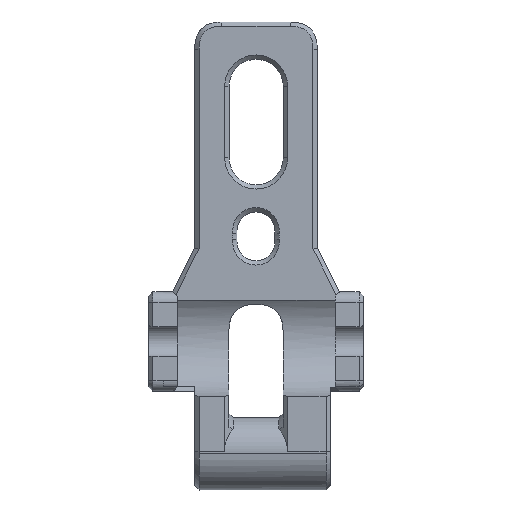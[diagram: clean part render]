
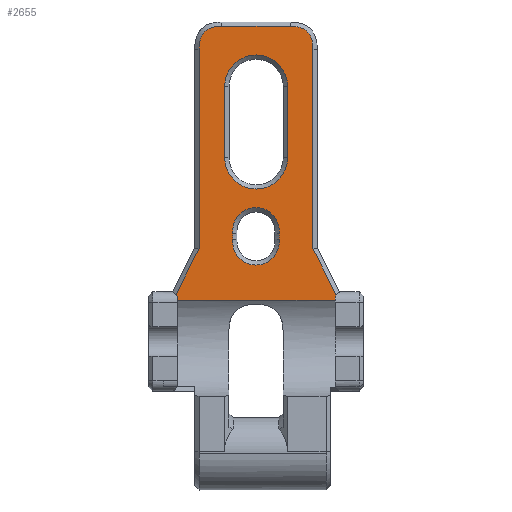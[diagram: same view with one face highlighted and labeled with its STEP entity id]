
A CAD part, left-side view. The second image highlights one B-rep face of the part: STEP entity #2655.
In plain terms, the highlighted planar face has unit normal (-1, 0, 0).
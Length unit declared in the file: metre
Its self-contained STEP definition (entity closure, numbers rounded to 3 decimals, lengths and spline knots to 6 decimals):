
#84=B_SPLINE_CURVE_WITH_KNOTS('',3,(#4159,#4160,#4161,#4162,#4163,#4164,
#4165),.UNSPECIFIED.,.F.,.F.,(4,1,1,1,4),(0.,0.000852,
0.001703,0.002555,0.003406),
 .UNSPECIFIED.);
#88=B_SPLINE_CURVE_WITH_KNOTS('',3,(#4267,#4268,#4269,#4270,#4271,#4272,
#4273),.UNSPECIFIED.,.F.,.F.,(4,1,1,1,4),(0.,0.000853,
0.001706,0.002559,0.003412),
 .UNSPECIFIED.);
#250=PLANE('',#2874);
#300=CIRCLE('',#2769,0.002897);
#302=CIRCLE('',#2772,0.002897);
#314=CIRCLE('',#2820,0.00215);
#316=CIRCLE('',#2823,0.00215);
#323=CIRCLE('',#2857,0.00215);
#324=CIRCLE('',#2860,0.00215);
#961=ORIENTED_EDGE('',*,*,#1478,.T.);
#962=ORIENTED_EDGE('',*,*,#1414,.T.);
#963=ORIENTED_EDGE('',*,*,#1474,.T.);
#964=ORIENTED_EDGE('',*,*,#1408,.T.);
#965=ORIENTED_EDGE('',*,*,#1305,.T.);
#966=ORIENTED_EDGE('',*,*,#1293,.T.);
#967=ORIENTED_EDGE('',*,*,#1288,.T.);
#968=ORIENTED_EDGE('',*,*,#1295,.T.);
#969=ORIENTED_EDGE('',*,*,#1298,.T.);
#970=ORIENTED_EDGE('',*,*,#1301,.T.);
#971=ORIENTED_EDGE('',*,*,#1306,.T.);
#972=ORIENTED_EDGE('',*,*,#1317,.T.);
#973=ORIENTED_EDGE('',*,*,#1494,.F.);
#974=ORIENTED_EDGE('',*,*,#1491,.F.);
#975=ORIENTED_EDGE('',*,*,#1495,.T.);
#976=ORIENTED_EDGE('',*,*,#1313,.T.);
#977=ORIENTED_EDGE('',*,*,#1268,.T.);
#978=ORIENTED_EDGE('',*,*,#1262,.T.);
#979=ORIENTED_EDGE('',*,*,#1265,.T.);
#980=ORIENTED_EDGE('',*,*,#1270,.T.);
#1262=EDGE_CURVE('',#1630,#1633,#1852,.T.);
#1265=EDGE_CURVE('',#1633,#1635,#300,.T.);
#1268=EDGE_CURVE('',#1636,#1630,#302,.T.);
#1270=EDGE_CURVE('',#1635,#1636,#1856,.T.);
#1288=EDGE_CURVE('',#1648,#1647,#84,.T.);
#1293=EDGE_CURVE('',#1651,#1648,#1872,.T.);
#1295=EDGE_CURVE('',#1647,#1653,#1874,.T.);
#1298=EDGE_CURVE('',#1653,#1655,#88,.T.);
#1301=EDGE_CURVE('',#1655,#1656,#1877,.T.);
#1305=EDGE_CURVE('',#1659,#1651,#1881,.T.);
#1306=EDGE_CURVE('',#1656,#1660,#1882,.T.);
#1313=EDGE_CURVE('',#1663,#1659,#1888,.T.);
#1317=EDGE_CURVE('',#1660,#1667,#1891,.T.);
#1408=EDGE_CURVE('',#1734,#1733,#314,.T.);
#1414=EDGE_CURVE('',#1740,#1739,#316,.T.);
#1474=EDGE_CURVE('',#1739,#1734,#323,.T.);
#1478=EDGE_CURVE('',#1733,#1740,#324,.T.);
#1491=EDGE_CURVE('',#1768,#1769,#1955,.T.);
#1494=EDGE_CURVE('',#1769,#1667,#1956,.T.);
#1495=EDGE_CURVE('',#1768,#1663,#1957,.T.);
#1630=VERTEX_POINT('',#4018);
#1633=VERTEX_POINT('',#4023);
#1635=VERTEX_POINT('',#4029);
#1636=VERTEX_POINT('',#4033);
#1647=VERTEX_POINT('',#4158);
#1648=VERTEX_POINT('',#4166);
#1651=VERTEX_POINT('',#4182);
#1653=VERTEX_POINT('',#4188);
#1655=VERTEX_POINT('',#4266);
#1656=VERTEX_POINT('',#4283);
#1659=VERTEX_POINT('',#4290);
#1660=VERTEX_POINT('',#4295);
#1663=VERTEX_POINT('',#4302);
#1667=VERTEX_POINT('',#4314);
#1733=VERTEX_POINT('',#5047);
#1734=VERTEX_POINT('',#5049);
#1739=VERTEX_POINT('',#5072);
#1740=VERTEX_POINT('',#5074);
#1768=VERTEX_POINT('',#5323);
#1769=VERTEX_POINT('',#5325);
#1852=LINE('',#4024,#2057);
#1856=LINE('',#4039,#2061);
#1872=LINE('',#4184,#2077);
#1874=LINE('',#4189,#2079);
#1877=LINE('',#4285,#2082);
#1881=LINE('',#4292,#2086);
#1882=LINE('',#4294,#2087);
#1888=LINE('',#4307,#2093);
#1891=LINE('',#4315,#2096);
#1955=LINE('',#5324,#2160);
#1956=LINE('',#5329,#2161);
#1957=LINE('',#5330,#2162);
#2057=VECTOR('',#3123,1.);
#2061=VECTOR('',#3141,1.);
#2077=VECTOR('',#3183,1.);
#2079=VECTOR('',#3187,1.);
#2082=VECTOR('',#3192,1.);
#2086=VECTOR('',#3198,1.);
#2087=VECTOR('',#3201,1.);
#2093=VECTOR('',#3211,1.);
#2096=VECTOR('',#3218,1.);
#2160=VECTOR('',#3436,1.);
#2161=VECTOR('',#3443,1.);
#2162=VECTOR('',#3444,1.);
#2320=EDGE_LOOP('',(#961,#962,#963,#964));
#2321=EDGE_LOOP('',(#965,#966,#967,#968,#969,#970,#971,#972,#973,#974,#975,
#976));
#2322=EDGE_LOOP('',(#977,#978,#979,#980));
#2479=FACE_BOUND('',#2320,.T.);
#2480=FACE_BOUND('',#2321,.T.);
#2481=FACE_BOUND('',#2322,.T.);
#2655=ADVANCED_FACE('',(#2479,#2480,#2481),#250,.F.);
#2769=AXIS2_PLACEMENT_3D('',#4030,#3129,#3130);
#2772=AXIS2_PLACEMENT_3D('',#4036,#3136,#3137);
#2820=AXIS2_PLACEMENT_3D('',#5048,#3289,#3290);
#2823=AXIS2_PLACEMENT_3D('',#5073,#3295,#3296);
#2857=AXIS2_PLACEMENT_3D('',#5256,#3396,#3397);
#2860=AXIS2_PLACEMENT_3D('',#5291,#3403,#3404);
#2874=AXIS2_PLACEMENT_3D('',#5328,#3441,#3442);
#3123=DIRECTION('',(0.,0.,-1.));
#3129=DIRECTION('',(1.,0.,0.));
#3130=DIRECTION('',(0.,0.,1.));
#3136=DIRECTION('',(1.,0.,0.));
#3137=DIRECTION('',(0.,0.,1.));
#3141=DIRECTION('',(0.,0.,1.));
#3183=DIRECTION('',(0.,0.,1.));
#3187=DIRECTION('',(0.,1.,0.));
#3192=DIRECTION('',(0.,0.,-1.));
#3198=DIRECTION('',(0.,0.448,0.894));
#3201=DIRECTION('',(0.,0.448,-0.894));
#3211=DIRECTION('',(0.,-0.707,0.707));
#3218=DIRECTION('',(0.,-0.707,-0.707));
#3289=DIRECTION('',(1.,0.,0.));
#3290=DIRECTION('',(0.,0.,1.));
#3295=DIRECTION('',(1.,0.,0.));
#3296=DIRECTION('',(0.,0.,1.));
#3396=DIRECTION('',(1.,0.,0.));
#3397=DIRECTION('',(0.,0.,1.));
#3403=DIRECTION('',(1.,0.,0.));
#3404=DIRECTION('',(0.,0.,1.));
#3436=DIRECTION('',(0.,1.,0.));
#3441=DIRECTION('',(1.,0.,0.));
#3442=DIRECTION('',(0.,1.,0.));
#3443=DIRECTION('',(0.,0.,1.));
#3444=DIRECTION('',(0.,0.,1.));
#4018=CARTESIAN_POINT('',(-0.041871,0.012342,0.113989));
#4023=CARTESIAN_POINT('',(-0.041871,0.012342,0.107427));
#4024=CARTESIAN_POINT('',(-0.041871,0.012342,0.113989));
#4029=CARTESIAN_POINT('',(-0.041871,0.018136,0.107427));
#4030=CARTESIAN_POINT('',(-0.041871,0.015239,0.107427));
#4033=CARTESIAN_POINT('',(-0.041871,0.018136,0.113989));
#4036=CARTESIAN_POINT('',(-0.041871,0.015239,0.113989));
#4039=CARTESIAN_POINT('',(-0.041871,0.018136,0.107427));
#4158=CARTESIAN_POINT('',(-0.041871,0.012099,0.119523));
#4159=CARTESIAN_POINT('',(-0.041871,0.009999,0.11742));
#4160=CARTESIAN_POINT('',(-0.041871,0.010001,0.117707));
#4161=CARTESIAN_POINT('',(-0.041871,0.010048,0.118273));
#4162=CARTESIAN_POINT('',(-0.041871,0.010443,0.119079));
#4163=CARTESIAN_POINT('',(-0.041871,0.01124,0.119476));
#4164=CARTESIAN_POINT('',(-0.041871,0.011812,0.119523));
#4165=CARTESIAN_POINT('',(-0.041871,0.012099,0.119523));
#4166=CARTESIAN_POINT('',(-0.041871,0.009999,0.11742));
#4182=CARTESIAN_POINT('',(-0.041871,0.009999,0.099019));
#4184=CARTESIAN_POINT('',(-0.041871,0.009999,0.099019));
#4188=CARTESIAN_POINT('',(-0.041871,0.018399,0.119523));
#4189=CARTESIAN_POINT('',(-0.041871,0.012099,0.119523));
#4266=CARTESIAN_POINT('',(-0.041871,0.020499,0.117423));
#4267=CARTESIAN_POINT('',(-0.041871,0.018399,0.119523));
#4268=CARTESIAN_POINT('',(-0.041871,0.018685,0.119523));
#4269=CARTESIAN_POINT('',(-0.041871,0.019254,0.119478));
#4270=CARTESIAN_POINT('',(-0.041871,0.02006,0.119083));
#4271=CARTESIAN_POINT('',(-0.041871,0.020453,0.118281));
#4272=CARTESIAN_POINT('',(-0.041871,0.020499,0.11771));
#4273=CARTESIAN_POINT('',(-0.041871,0.020499,0.117423));
#4283=CARTESIAN_POINT('',(-0.041871,0.020499,0.099019));
#4285=CARTESIAN_POINT('',(-0.041871,0.020499,0.117423));
#4290=CARTESIAN_POINT('',(-0.041871,0.007859,0.09475));
#4292=CARTESIAN_POINT('',(-0.041871,0.007859,0.09475));
#4294=CARTESIAN_POINT('',(-0.041871,0.020499,0.099019));
#4295=CARTESIAN_POINT('',(-0.041871,0.022634,0.094759));
#4302=CARTESIAN_POINT('',(-0.041871,0.007949,0.09466));
#4307=CARTESIAN_POINT('',(-0.041871,0.007949,0.09466));
#4314=CARTESIAN_POINT('',(-0.041871,0.022499,0.094624));
#4315=CARTESIAN_POINT('',(-0.041871,0.022634,0.094759));
#5047=CARTESIAN_POINT('',(-0.041871,0.017387,0.099923));
#5048=CARTESIAN_POINT('',(-0.041871,0.015251,0.099673));
#5049=CARTESIAN_POINT('',(-0.041871,0.013116,0.099923));
#5072=CARTESIAN_POINT('',(-0.041871,0.013116,0.100423));
#5073=CARTESIAN_POINT('',(-0.041871,0.015251,0.100673));
#5074=CARTESIAN_POINT('',(-0.041871,0.017387,0.100423));
#5256=CARTESIAN_POINT('',(-0.041871,0.015251,0.100173));
#5291=CARTESIAN_POINT('',(-0.041871,0.015251,0.100173));
#5323=CARTESIAN_POINT('',(-0.041871,0.007949,0.094307));
#5324=CARTESIAN_POINT('',(-0.041871,0.007949,0.094307));
#5325=CARTESIAN_POINT('',(-0.041871,0.022499,0.094307));
#5328=CARTESIAN_POINT('',(-0.041871,0.017374,0.097635));
#5329=CARTESIAN_POINT('',(-0.041871,0.022499,0.094307));
#5330=CARTESIAN_POINT('',(-0.041871,0.007949,0.094307));
